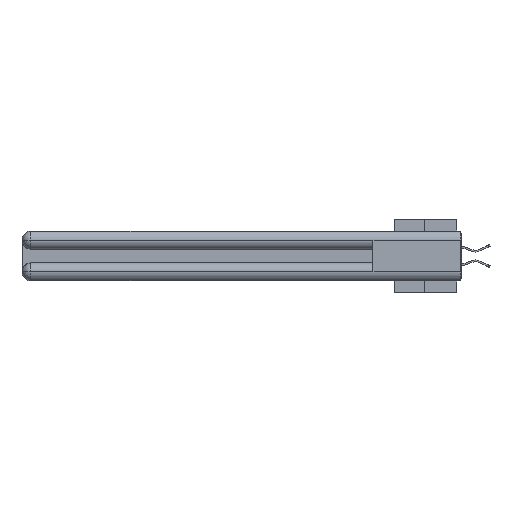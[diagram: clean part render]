
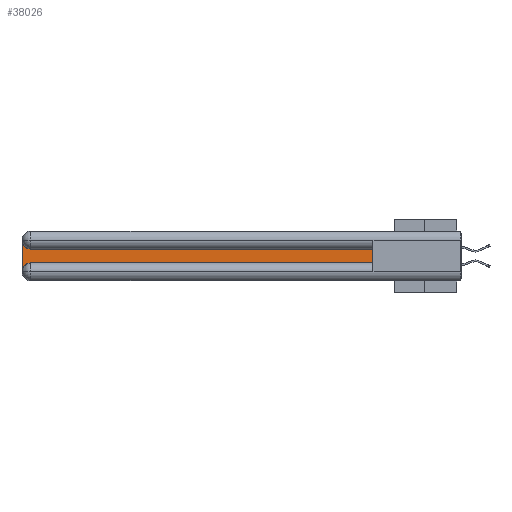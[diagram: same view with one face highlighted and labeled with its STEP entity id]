
A CAD part, left-side view. The second image highlights one B-rep face of the part: STEP entity #38026.
In plain terms, the highlighted planar face has unit normal (-1, 0, 0).
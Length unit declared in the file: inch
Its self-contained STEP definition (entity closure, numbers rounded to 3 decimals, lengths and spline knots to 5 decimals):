
#1561 = DIRECTION ( 'NONE',  ( 0., 1., 0. ) ) ;
#1700 = DIRECTION ( 'NONE',  ( 0., 0., -1. ) ) ;
#2326 = CARTESIAN_POINT ( 'NONE',  ( 0.075, 2.94, -0.1225 ) ) ;
#3757 = LINE ( 'NONE', #19843, #12369 ) ;
#4611 = VERTEX_POINT ( 'NONE', #2326 ) ;
#5813 = EDGE_CURVE ( 'NONE', #31212, #4611, #3757, .T. ) ;
#6163 = EDGE_CURVE ( 'NONE', #12367, #31212, #24401, .T. ) ;
#6253 = CARTESIAN_POINT ( 'NONE',  ( 0.075, 3., -0.1225 ) ) ;
#7455 = CARTESIAN_POINT ( 'NONE',  ( 0.075, 3., -0.0625 ) ) ;
#9226 = CARTESIAN_POINT ( 'NONE',  ( 0.075, 3., -0.2175 ) ) ;
#9554 = CARTESIAN_POINT ( 'NONE',  ( 0.075, 2.94, -0.2175 ) ) ;
#9732 = EDGE_CURVE ( 'NONE', #20456, #17914, #34350, .T. ) ;
#9936 = PLANE ( 'NONE',  #46748 ) ;
#10581 = VERTEX_POINT ( 'NONE', #9554 ) ;
#10643 = CARTESIAN_POINT ( 'NONE',  ( 0.075, 2.94, -0.0625 ) ) ;
#12367 = VERTEX_POINT ( 'NONE', #30261 ) ;
#12369 = VECTOR ( 'NONE', #1561, 39.37008 ) ;
#13311 = DIRECTION ( 'NONE',  ( 0., 0., -1. ) ) ;
#17914 = VERTEX_POINT ( 'NONE', #39650 ) ;
#19843 = CARTESIAN_POINT ( 'NONE',  ( 0.075, 0.6, -0.1225 ) ) ;
#20328 = ORIENTED_EDGE ( 'NONE', *, *, #9732, .T. ) ;
#20456 = VERTEX_POINT ( 'NONE', #7455 ) ;
#20988 = ORIENTED_EDGE ( 'NONE', *, *, #6163, .T. ) ;
#23397 = ORIENTED_EDGE ( 'NONE', *, *, #34966, .T. ) ;
#23921 = EDGE_LOOP ( 'NONE', ( #27775, #23397, #20328, #45272, #47123, #20988 ) ) ;
#24115 = VECTOR ( 'NONE', #1700, 39.37008 ) ;
#24401 = LINE ( 'NONE', #28573, #28919 ) ;
#25952 = AXIS2_PLACEMENT_3D ( 'NONE', #10643, #46910, #42909 ) ;
#26003 = CARTESIAN_POINT ( 'NONE',  ( 0.075, 0.6, -0.2175 ) ) ;
#27347 = CIRCLE ( 'NONE', #33395, 0.06 ) ;
#27775 = ORIENTED_EDGE ( 'NONE', *, *, #5813, .T. ) ;
#28243 = FACE_OUTER_BOUND ( 'NONE', #23921, .T. ) ;
#28463 = CIRCLE ( 'NONE', #25952, 0.06 ) ;
#28573 = CARTESIAN_POINT ( 'NONE',  ( 0.075, 0.6, -0.2175 ) ) ;
#28919 = VECTOR ( 'NONE', #40189, 39.37008 ) ;
#29639 = EDGE_CURVE ( 'NONE', #17914, #10581, #27347, .T. ) ;
#30261 = CARTESIAN_POINT ( 'NONE',  ( 0.075, 0.6, -0.2175 ) ) ;
#31212 = VERTEX_POINT ( 'NONE', #33489 ) ;
#32013 = DIRECTION ( 'NONE',  ( 1., 0., 0. ) ) ;
#33395 = AXIS2_PLACEMENT_3D ( 'NONE', #33983, #37494, #37168 ) ;
#33489 = CARTESIAN_POINT ( 'NONE',  ( 0.075, 0.6, -0.1225 ) ) ;
#33983 = CARTESIAN_POINT ( 'NONE',  ( 0.075, 2.94, -0.2775 ) ) ;
#34350 = LINE ( 'NONE', #9226, #24115 ) ;
#34966 = EDGE_CURVE ( 'NONE', #4611, #20456, #28463, .T. ) ;
#37168 = DIRECTION ( 'NONE',  ( 0., 0., -1. ) ) ;
#37494 = DIRECTION ( 'NONE',  ( 1., 0., 0. ) ) ;
#38026 = ADVANCED_FACE ( 'NONE', ( #28243 ), #9936, .F. ) ;
#39650 = CARTESIAN_POINT ( 'NONE',  ( 0.075, 3., -0.2775 ) ) ;
#40189 = DIRECTION ( 'NONE',  ( 0., 0., 1. ) ) ;
#40488 = DIRECTION ( 'NONE',  ( 0., -1., 0. ) ) ;
#41652 = EDGE_CURVE ( 'NONE', #10581, #12367, #46503, .T. ) ;
#42909 = DIRECTION ( 'NONE',  ( 0., 0., -1. ) ) ;
#45272 = ORIENTED_EDGE ( 'NONE', *, *, #29639, .T. ) ;
#45354 = VECTOR ( 'NONE', #40488, 39.37008 ) ;
#46503 = LINE ( 'NONE', #26003, #45354 ) ;
#46748 = AXIS2_PLACEMENT_3D ( 'NONE', #6253, #32013, #13311 ) ;
#46910 = DIRECTION ( 'NONE',  ( 1., 0., 0. ) ) ;
#47123 = ORIENTED_EDGE ( 'NONE', *, *, #41652, .T. ) ;
